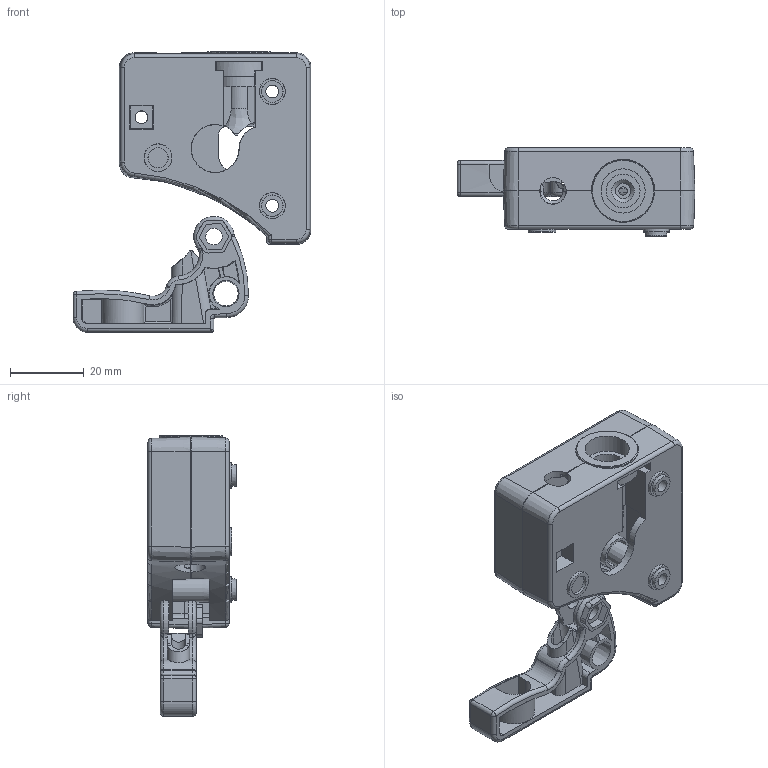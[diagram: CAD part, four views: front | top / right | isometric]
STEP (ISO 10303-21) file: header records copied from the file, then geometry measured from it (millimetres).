
FILE_DESCRIPTION(/* description */ (''),/* implementation_level */ '2;1');
FILE_NAME(/* name */ 'feeder ver2 deeper hole.stp',/* time_stamp */ '2016-06-01T18:41:14+09:00',/* author */ ('admin'),/* organization */ (''),/* preprocessor_version */ 'ST-DEVELOPER v15.2',/* originating_system */ 'Autodesk Inventor 2014',/* authorisation */ '');
FILE_SCHEMA (('AUTOMOTIVE_DESIGN { 1 0 10303 214 3 1 1 }'));
Length unit declared in the file: millimetre
Products named in the file (4): 031-Fe_Bottom_Cover-0601-3_stp; 032-Fe_Top_Cover-0601-3_stp; 033-fe_lever-0425_stp; Assembly1
Bounding box: 64.57 x 23.9 x 76.16 mm (x, y, z)
Volume: 22011.6 mm3; surface area: 25842 mm2
Topology: 3 solids, 3 shells, 610 faces, 1647 edges, 1060 vertices
Faces by surface type: plane 301, cylinder 149, cone 79, torus 46, bspline 31, sphere 4
Full cylindrical faces by diameter (mm): 2.3 x1, 3.5 x6, 4.2 x1, 4.5 x2, 6.4 x1, 7 x1, 9.2 x1, 12 x1, 17 x1
Entity records: 20753 total; most frequent: CARTESIAN_POINT 5603, ORIENTED_EDGE 3174, DIRECTION 3124, EDGE_CURVE 1587, AXIS2_PLACEMENT_3D 1139, VERTEX_POINT 1043, LINE 846, VECTOR 846
